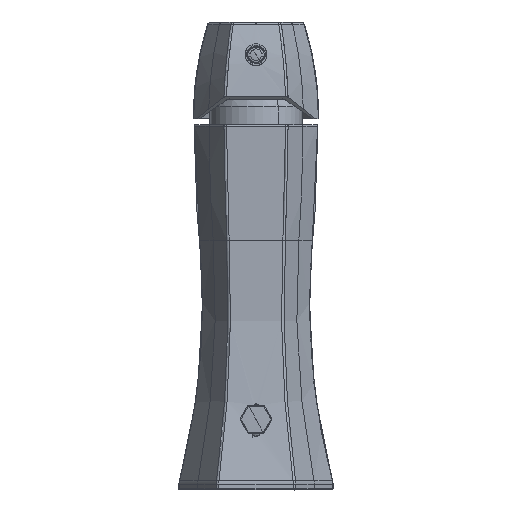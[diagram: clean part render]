
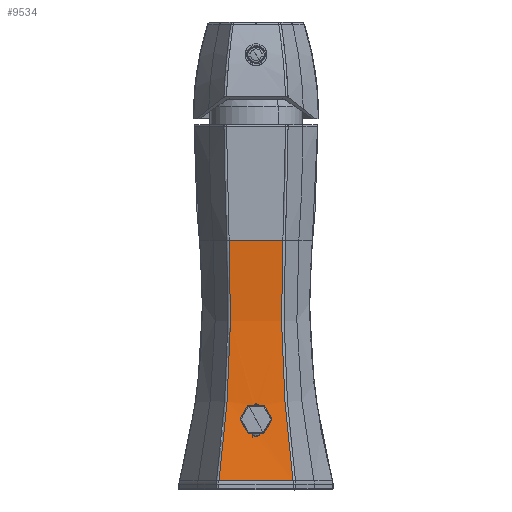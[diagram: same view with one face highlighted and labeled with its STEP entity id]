
A CAD part, front view. The second image highlights one B-rep face of the part: STEP entity #9534.
In plain terms, the highlighted cylindrical face has radius 275 mm (diameter 550 mm), a partial arc.
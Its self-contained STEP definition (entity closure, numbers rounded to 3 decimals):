
#9431=CARTESIAN_POINT('Axis2P3D Location',(0.,-291.084,63.849)) ;
#9436=CARTESIAN_POINT('Line Origine',(0.,-22.876,3.104)) ;
#9440=CARTESIAN_POINT('Vertex',(12.645,-22.876,3.104)) ;
#9442=CARTESIAN_POINT('Vertex',(-12.645,-22.876,3.104)) ;
#9446=CARTESIAN_POINT('Control Point',(-12.645,-22.876,3.104)) ;
#9447=CARTESIAN_POINT('Control Point',(-10.005,-18.322,23.215)) ;
#9448=CARTESIAN_POINT('Control Point',(-8.512,-15.745,43.923)) ;
#9449=CARTESIAN_POINT('Control Point',(-8.256,-15.302,64.846)) ;
#9450=CARTESIAN_POINT('Control Point',(-9.205,-16.941,85.548)) ;
#9451=CARTESIAN_POINT('Vertex',(-9.205,-16.941,85.548)) ;
#9454=CARTESIAN_POINT('Line Origine',(0.,-16.941,85.548)) ;
#9458=CARTESIAN_POINT('Vertex',(9.205,-16.941,85.548)) ;
#9462=CARTESIAN_POINT('Control Point',(9.205,-16.941,85.548)) ;
#9463=CARTESIAN_POINT('Control Point',(8.256,-15.302,64.846)) ;
#9464=CARTESIAN_POINT('Control Point',(8.512,-15.745,43.923)) ;
#9465=CARTESIAN_POINT('Control Point',(10.005,-18.322,23.215)) ;
#9466=CARTESIAN_POINT('Control Point',(12.645,-22.876,3.104)) ;
#9475=CARTESIAN_POINT('Control Point',(-1.139,-19.779,18.921)) ;
#9476=CARTESIAN_POINT('Control Point',(-1.024,-19.802,18.78)) ;
#9477=CARTESIAN_POINT('Control Point',(-0.899,-19.824,18.649)) ;
#9478=CARTESIAN_POINT('Control Point',(-0.758,-19.844,18.527)) ;
#9479=CARTESIAN_POINT('Control Point',(-0.428,-19.88,18.314)) ;
#9480=CARTESIAN_POINT('Control Point',(-0.042,-19.893,18.237)) ;
#9481=CARTESIAN_POINT('Control Point',(0.173,-19.89,18.251)) ;
#9482=CARTESIAN_POINT('Control Point',(0.565,-19.869,18.378)) ;
#9483=CARTESIAN_POINT('Control Point',(0.886,-19.826,18.633)) ;
#9484=CARTESIAN_POINT('Control Point',(1.029,-19.802,18.778)) ;
#9485=CARTESIAN_POINT('Control Point',(1.354,-19.736,19.175)) ;
#9486=CARTESIAN_POINT('Control Point',(1.598,-19.662,19.628)) ;
#9487=CARTESIAN_POINT('Control Point',(1.724,-19.616,19.914)) ;
#9488=CARTESIAN_POINT('Control Point',(2.049,-19.476,20.785)) ;
#9489=CARTESIAN_POINT('Control Point',(2.238,-19.332,21.697)) ;
#9490=CARTESIAN_POINT('Control Point',(2.32,-19.238,22.307)) ;
#9491=CARTESIAN_POINT('Control Point',(2.402,-19.068,23.433)) ;
#9492=CARTESIAN_POINT('Control Point',(2.363,-18.904,24.562)) ;
#9493=CARTESIAN_POINT('Control Point',(2.322,-18.831,25.068)) ;
#9494=CARTESIAN_POINT('Control Point',(2.179,-18.68,26.14)) ;
#9495=CARTESIAN_POINT('Control Point',(1.907,-18.537,27.19)) ;
#9496=CARTESIAN_POINT('Control Point',(1.721,-18.464,27.74)) ;
#9497=CARTESIAN_POINT('Control Point',(1.479,-18.395,28.266)) ;
#9498=CARTESIAN_POINT('Control Point',(1.139,-18.336,28.727)) ;
#9499=CARTESIAN_POINT('Vertex',(-1.139,-19.779,18.921)) ;
#9501=CARTESIAN_POINT('Vertex',(1.139,-18.336,28.727)) ;
#9505=CARTESIAN_POINT('Control Point',(1.139,-18.336,28.727)) ;
#9506=CARTESIAN_POINT('Control Point',(0.97,-18.307,28.953)) ;
#9507=CARTESIAN_POINT('Control Point',(0.779,-18.281,29.154)) ;
#9508=CARTESIAN_POINT('Control Point',(0.549,-18.256,29.349)) ;
#9509=CARTESIAN_POINT('Control Point',(0.17,-18.24,29.481)) ;
#9510=CARTESIAN_POINT('Control Point',(-0.21,-18.246,29.427)) ;
#9511=CARTESIAN_POINT('Control Point',(-0.306,-18.25,29.401)) ;
#9512=CARTESIAN_POINT('Control Point',(-0.579,-18.263,29.293)) ;
#9513=CARTESIAN_POINT('Control Point',(-0.812,-18.287,29.11)) ;
#9514=CARTESIAN_POINT('Control Point',(-0.952,-18.305,28.969)) ;
#9515=CARTESIAN_POINT('Control Point',(-1.276,-18.355,28.575)) ;
#9516=CARTESIAN_POINT('Control Point',(-1.52,-18.414,28.126)) ;
#9517=CARTESIAN_POINT('Control Point',(-1.649,-18.451,27.839)) ;
#9518=CARTESIAN_POINT('Control Point',(-1.926,-18.547,27.118)) ;
#9519=CARTESIAN_POINT('Control Point',(-2.114,-18.649,26.369)) ;
#9520=CARTESIAN_POINT('Control Point',(-2.201,-18.711,25.924)) ;
#9521=CARTESIAN_POINT('Control Point',(-2.362,-18.868,24.802)) ;
#9522=CARTESIAN_POINT('Control Point',(-2.399,-19.033,23.67)) ;
#9523=CARTESIAN_POINT('Control Point',(-2.381,-19.134,22.994)) ;
#9524=CARTESIAN_POINT('Control Point',(-2.266,-19.326,21.731)) ;
#9525=CARTESIAN_POINT('Control Point',(-1.959,-19.521,20.5)) ;
#9526=CARTESIAN_POINT('Control Point',(-1.766,-19.612,19.932)) ;
#9527=CARTESIAN_POINT('Control Point',(-1.511,-19.702,19.384)) ;
#9528=CARTESIAN_POINT('Control Point',(-1.139,-19.779,18.921)) ;
#9438=VECTOR('Line Direction',#9437,1.) ;
#9456=VECTOR('Line Direction',#9455,1.) ;
#9432=DIRECTION('Axis2P3D Direction',(1.,-0.,0.)) ;
#9433=DIRECTION('Axis2P3D XDirection',(0.,0.975,-0.221)) ;
#9437=DIRECTION('Vector Direction',(1.,0.,0.)) ;
#9455=DIRECTION('Vector Direction',(1.,0.,0.)) ;
#9434=AXIS2_PLACEMENT_3D('Cylinder Axis2P3D',#9431,#9432,#9433) ;
#9439=LINE('Line',#9436,#9438) ;
#9457=LINE('Line',#9454,#9456) ;
#9435=CYLINDRICAL_SURFACE('generated cylinder',#9434,275.) ;
#9533=FACE_BOUND('',#9530,.T.) ;
#9444=EDGE_CURVE('',#9441,#9443,#9439,.F.) ;
#9453=EDGE_CURVE('',#9443,#9452,#9445,.T.) ;
#9460=EDGE_CURVE('',#9452,#9459,#9457,.T.) ;
#9467=EDGE_CURVE('',#9459,#9441,#9461,.T.) ;
#9503=EDGE_CURVE('',#9500,#9502,#9474,.T.) ;
#9529=EDGE_CURVE('',#9502,#9500,#9504,.T.) ;
#9469=ORIENTED_EDGE('',*,*,#9444,.T.) ;
#9470=ORIENTED_EDGE('',*,*,#9453,.T.) ;
#9471=ORIENTED_EDGE('',*,*,#9460,.T.) ;
#9472=ORIENTED_EDGE('',*,*,#9467,.T.) ;
#9531=ORIENTED_EDGE('',*,*,#9503,.T.) ;
#9532=ORIENTED_EDGE('',*,*,#9529,.T.) ;
#9468=EDGE_LOOP('',(#9469,#9470,#9471,#9472)) ;
#9530=EDGE_LOOP('',(#9531,#9532)) ;
#9441=VERTEX_POINT('',#9440) ;
#9443=VERTEX_POINT('',#9442) ;
#9452=VERTEX_POINT('',#9451) ;
#9459=VERTEX_POINT('',#9458) ;
#9500=VERTEX_POINT('',#9499) ;
#9502=VERTEX_POINT('',#9501) ;
#9534=ADVANCED_FACE('P30867.1\\PartBody',(#9473,#9533),#9435,.T.) ;
#9445=B_SPLINE_CURVE_WITH_KNOTS('',4,(#9446,#9447,#9448,#9449,#9450),.UNSPECIFIED.,.F.,.U.,(5,5),(0.,117.79),.UNSPECIFIED.) ;
#9461=B_SPLINE_CURVE_WITH_KNOTS('',4,(#9462,#9463,#9464,#9465,#9466),.UNSPECIFIED.,.F.,.U.,(5,5),(0.,117.79),.UNSPECIFIED.) ;
#9474=B_SPLINE_CURVE_WITH_KNOTS('',5,(#9475,#9476,#9477,#9478,#9479,#9480,#9481,#9482,#9483,#9484,#9485,#9486,#9487,#9488,#9489,#9490,#9491,#9492,#9493,#9494,#9495,#9496,#9497,#9498),.UNSPECIFIED.,.F.,.U.,(6,3,3,3,3,3,3,6),(0.,1.296,2.742,4.17,6.396,10.814,14.467,18.537),.UNSPECIFIED.) ;
#9504=B_SPLINE_CURVE_WITH_KNOTS('',5,(#9505,#9506,#9507,#9508,#9509,#9510,#9511,#9512,#9513,#9514,#9515,#9516,#9517,#9518,#9519,#9520,#9521,#9522,#9523,#9524,#9525,#9526,#9527,#9528),.UNSPECIFIED.,.F.,.U.,(6,3,3,3,3,3,3,6),(0.,1.996,2.692,4.068,6.31,9.571,14.4,18.634),.UNSPECIFIED.) ;
#9473=FACE_OUTER_BOUND('',#9468,.T.) ;
